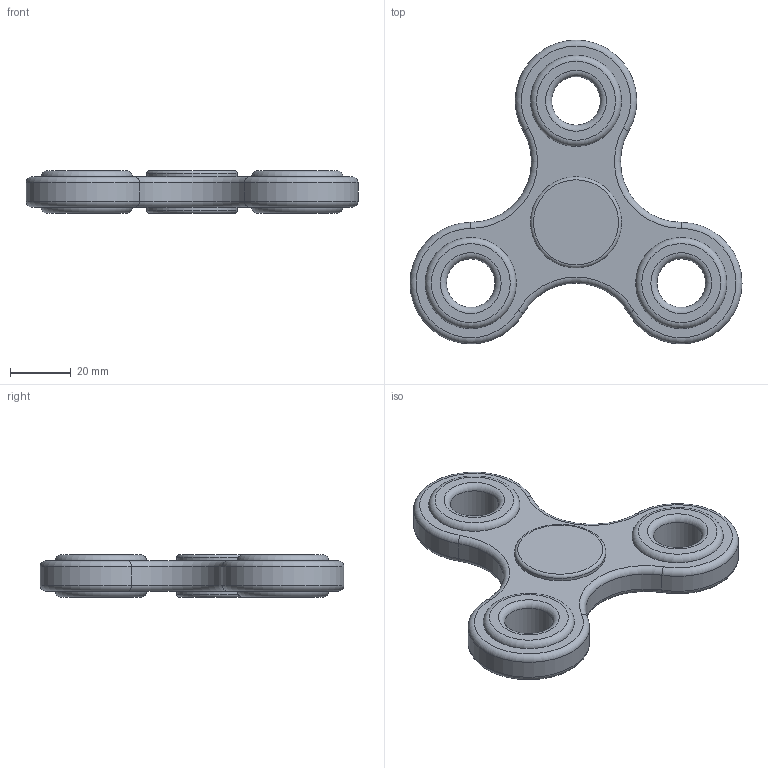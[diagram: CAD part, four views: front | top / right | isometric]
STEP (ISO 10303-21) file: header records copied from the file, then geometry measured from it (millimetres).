
FILE_DESCRIPTION(('FreeCAD Model'),'2;1');
FILE_NAME('FidgetSpinner.step','2020-05-30T01:19:34',('Author'),( ''),'Open CASCADE STEP processor 7.3','FreeCAD','Unknown');
FILE_SCHEMA(('AUTOMOTIVE_DESIGN { 1 0 10303 214 1 1 1 1 }'));
Length unit declared in the file: millimetre
Products named in the file (4): Rodamiento_3; Rodamiento_2; Base_spinner; Rodamiento_1
Bounding box: 109.28 x 100 x 14 mm (x, y, z)
Volume: 55574.2 mm3; surface area: 21187.8 mm2
Topology: 4 solids, 4 shells, 53 faces, 103 edges, 60 vertices
Faces by surface type: torus 26, cylinder 17, plane 10
Full cylindrical faces by diameter (mm): 16 x3, 30 x8
Entity records: 2840 total; most frequent: CARTESIAN_POINT 631, DIRECTION 425, ORIENTED_EDGE 206, PCURVE 206, DEFINITIONAL_REPRESENTATION 206, AXIS2_PLACEMENT_3D 140, LINE 137, VECTOR 137
